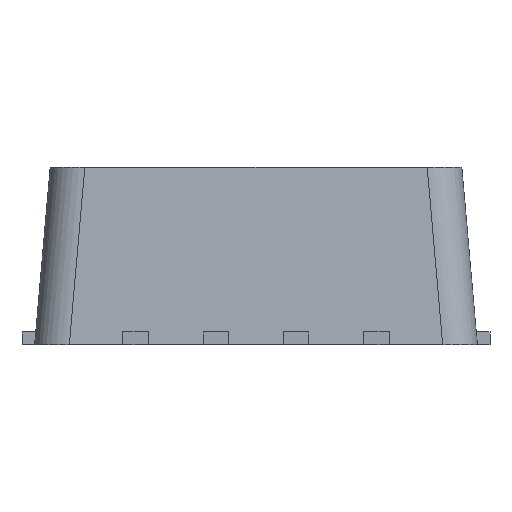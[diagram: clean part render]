
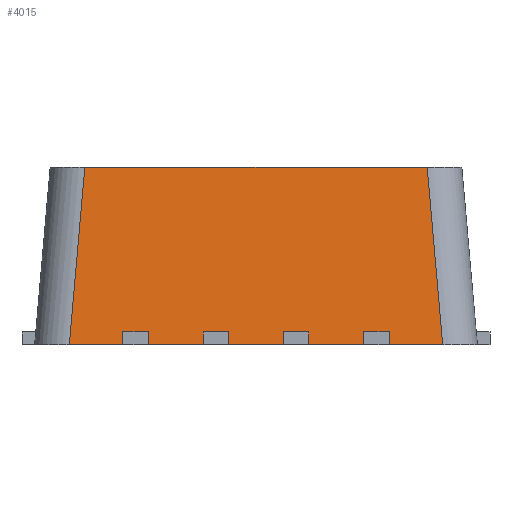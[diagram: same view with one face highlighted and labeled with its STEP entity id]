
A CAD part, left-side view. The second image highlights one B-rep face of the part: STEP entity #4015.
In plain terms, the highlighted planar face has unit normal (-0.996, 0, 0.087).
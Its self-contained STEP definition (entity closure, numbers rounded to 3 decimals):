
#226=LINE('',#6086,#618);
#230=LINE('',#6094,#622);
#234=LINE('',#6102,#626);
#238=LINE('',#6110,#630);
#242=LINE('',#6118,#634);
#271=LINE('',#6176,#663);
#274=LINE('',#6182,#666);
#278=LINE('',#6189,#670);
#279=LINE('',#6192,#671);
#282=LINE('',#6198,#674);
#285=LINE('',#6203,#677);
#311=LINE('',#6257,#703);
#315=LINE('',#6264,#707);
#317=LINE('',#6267,#709);
#319=LINE('',#6272,#711);
#322=LINE('',#6278,#714);
#326=LINE('',#6285,#718);
#339=LINE('',#6320,#731);
#340=LINE('',#6322,#732);
#341=LINE('',#6323,#733);
#618=VECTOR('',#4794,0.847);
#622=VECTOR('',#4798,0.87);
#626=VECTOR('',#4802,0.87);
#630=VECTOR('',#4806,0.87);
#634=VECTOR('',#4810,0.847);
#663=VECTOR('',#4861,0.001);
#666=VECTOR('',#4866,0.4);
#670=VECTOR('',#4874,0.001);
#671=VECTOR('',#4877,0.001);
#674=VECTOR('',#4882,0.4);
#677=VECTOR('',#4887,0.001);
#703=VECTOR('',#4941,0.4);
#707=VECTOR('',#4947,0.001);
#709=VECTOR('',#4951,0.001);
#711=VECTOR('',#4957,0.001);
#714=VECTOR('',#4962,0.4);
#718=VECTOR('',#4970,0.001);
#731=VECTOR('',#5009,2.821);
#732=VECTOR('',#5010,5.414);
#733=VECTOR('',#5011,2.821);
#1015=PLANE('',#4303);
#1249=FACE_OUTER_BOUND('',#1502,.T.);
#1502=EDGE_LOOP('',(#3119,#3120,#3121,#3122,#3123,#3124,#3125,#3126,#3127,
#3128,#3129,#3130,#3131,#3132,#3133,#3134,#3135,#3136,#3137,#3138));
#1922=VERTEX_POINT('',#6083);
#1923=VERTEX_POINT('',#6085);
#1926=VERTEX_POINT('',#6091);
#1927=VERTEX_POINT('',#6093);
#1930=VERTEX_POINT('',#6099);
#1931=VERTEX_POINT('',#6101);
#1934=VERTEX_POINT('',#6107);
#1935=VERTEX_POINT('',#6109);
#1938=VERTEX_POINT('',#6115);
#1939=VERTEX_POINT('',#6117);
#1957=VERTEX_POINT('',#6175);
#1959=VERTEX_POINT('',#6181);
#1961=VERTEX_POINT('',#6191);
#1963=VERTEX_POINT('',#6197);
#1977=VERTEX_POINT('',#6255);
#1978=VERTEX_POINT('',#6256);
#1981=VERTEX_POINT('',#6271);
#1983=VERTEX_POINT('',#6277);
#1993=VERTEX_POINT('',#6319);
#1994=VERTEX_POINT('',#6321);
#2300=EDGE_CURVE('',#1923,#1922,#226,.T.);
#2304=EDGE_CURVE('',#1927,#1926,#230,.T.);
#2308=EDGE_CURVE('',#1931,#1930,#234,.T.);
#2312=EDGE_CURVE('',#1935,#1934,#238,.T.);
#2316=EDGE_CURVE('',#1939,#1938,#242,.T.);
#2346=EDGE_CURVE('',#1938,#1957,#271,.T.);
#2349=EDGE_CURVE('',#1957,#1959,#274,.T.);
#2353=EDGE_CURVE('',#1959,#1935,#278,.T.);
#2354=EDGE_CURVE('',#1934,#1961,#279,.T.);
#2357=EDGE_CURVE('',#1961,#1963,#282,.T.);
#2360=EDGE_CURVE('',#1963,#1931,#285,.T.);
#2386=EDGE_CURVE('',#1977,#1978,#311,.T.);
#2390=EDGE_CURVE('',#1978,#1927,#315,.T.);
#2392=EDGE_CURVE('',#1930,#1977,#317,.T.);
#2394=EDGE_CURVE('',#1926,#1981,#319,.T.);
#2397=EDGE_CURVE('',#1981,#1983,#322,.T.);
#2401=EDGE_CURVE('',#1983,#1923,#326,.T.);
#2418=EDGE_CURVE('',#1993,#1922,#339,.T.);
#2419=EDGE_CURVE('',#1993,#1994,#340,.T.);
#2420=EDGE_CURVE('',#1939,#1994,#341,.T.);
#3119=ORIENTED_EDGE('',*,*,#2346,.T.);
#3120=ORIENTED_EDGE('',*,*,#2349,.T.);
#3121=ORIENTED_EDGE('',*,*,#2353,.T.);
#3122=ORIENTED_EDGE('',*,*,#2312,.T.);
#3123=ORIENTED_EDGE('',*,*,#2354,.T.);
#3124=ORIENTED_EDGE('',*,*,#2357,.T.);
#3125=ORIENTED_EDGE('',*,*,#2360,.T.);
#3126=ORIENTED_EDGE('',*,*,#2308,.T.);
#3127=ORIENTED_EDGE('',*,*,#2392,.T.);
#3128=ORIENTED_EDGE('',*,*,#2386,.T.);
#3129=ORIENTED_EDGE('',*,*,#2390,.T.);
#3130=ORIENTED_EDGE('',*,*,#2304,.T.);
#3131=ORIENTED_EDGE('',*,*,#2394,.T.);
#3132=ORIENTED_EDGE('',*,*,#2397,.T.);
#3133=ORIENTED_EDGE('',*,*,#2401,.T.);
#3134=ORIENTED_EDGE('',*,*,#2300,.T.);
#3135=ORIENTED_EDGE('',*,*,#2418,.F.);
#3136=ORIENTED_EDGE('',*,*,#2419,.T.);
#3137=ORIENTED_EDGE('',*,*,#2420,.F.);
#3138=ORIENTED_EDGE('',*,*,#2316,.T.);
#4015=ADVANCED_FACE('',(#1249),#1015,.T.);
#4303=AXIS2_PLACEMENT_3D('',#6318,#5007,#5008);
#4794=DIRECTION('',(0.,-1.,0.));
#4798=DIRECTION('',(0.,-1.,0.));
#4802=DIRECTION('',(0.,-1.,0.));
#4806=DIRECTION('',(0.,-1.,0.));
#4810=DIRECTION('',(0.,-1.,0.));
#4861=DIRECTION('',(0.087,0.,0.996));
#4866=DIRECTION('',(0.,-1.,0.));
#4874=DIRECTION('',(-0.087,0.,-0.996));
#4877=DIRECTION('',(0.087,0.,0.996));
#4882=DIRECTION('',(0.,-1.,0.));
#4887=DIRECTION('',(-0.087,0.,-0.996));
#4941=DIRECTION('',(0.,-1.,0.));
#4947=DIRECTION('',(-0.087,0.,-0.996));
#4951=DIRECTION('',(0.087,0.,0.996));
#4957=DIRECTION('',(0.087,0.,0.996));
#4962=DIRECTION('',(0.,-1.,0.));
#4970=DIRECTION('',(-0.087,0.,-0.996));
#5007=DIRECTION('center_axis',(-0.996,0.,
0.087));
#5008=DIRECTION('ref_axis',(0.087,0.,0.996));
#5009=DIRECTION('',(-0.087,-0.087,-0.992));
#5010=DIRECTION('',(0.,1.,0.));
#5011=DIRECTION('',(0.087,-0.087,0.992));
#6083=CARTESIAN_POINT('',(-3.5,-2.952,0.));
#6085=CARTESIAN_POINT('',(-3.5,-2.105,0.));
#6086=CARTESIAN_POINT('',(-3.5,3.5,0.));
#6091=CARTESIAN_POINT('',(-3.5,-1.705,0.));
#6093=CARTESIAN_POINT('',(-3.5,-0.835,0.));
#6094=CARTESIAN_POINT('',(-3.5,3.5,0.));
#6099=CARTESIAN_POINT('',(-3.5,-0.435,0.));
#6101=CARTESIAN_POINT('',(-3.5,0.435,0.));
#6102=CARTESIAN_POINT('',(-3.5,3.5,0.));
#6107=CARTESIAN_POINT('',(-3.5,0.835,0.));
#6109=CARTESIAN_POINT('',(-3.5,1.705,0.));
#6110=CARTESIAN_POINT('',(-3.5,3.5,0.));
#6115=CARTESIAN_POINT('',(-3.5,2.105,0.));
#6117=CARTESIAN_POINT('',(-3.5,2.952,0.));
#6118=CARTESIAN_POINT('',(-3.5,3.5,0.));
#6175=CARTESIAN_POINT('',(-3.5,2.105,0.001));
#6176=CARTESIAN_POINT('',(-3.438,2.105,0.709));
#6181=CARTESIAN_POINT('',(-3.5,1.705,0.001));
#6182=CARTESIAN_POINT('',(-3.5,1.828,0.001));
#6189=CARTESIAN_POINT('',(-3.439,1.705,0.7));
#6191=CARTESIAN_POINT('',(-3.5,0.835,0.001));
#6192=CARTESIAN_POINT('',(-3.438,0.835,0.709));
#6197=CARTESIAN_POINT('',(-3.5,0.435,0.001));
#6198=CARTESIAN_POINT('',(-3.5,1.193,0.001));
#6203=CARTESIAN_POINT('',(-3.439,0.435,0.7));
#6255=CARTESIAN_POINT('',(-3.5,-0.435,0.001));
#6256=CARTESIAN_POINT('',(-3.5,-0.835,0.001));
#6257=CARTESIAN_POINT('',(-3.5,0.558,0.001));
#6264=CARTESIAN_POINT('',(-3.439,-0.835,0.7));
#6267=CARTESIAN_POINT('',(-3.438,-0.435,0.709));
#6271=CARTESIAN_POINT('',(-3.5,-1.705,0.001));
#6272=CARTESIAN_POINT('',(-3.438,-1.705,0.709));
#6277=CARTESIAN_POINT('',(-3.5,-2.105,0.001));
#6278=CARTESIAN_POINT('',(-3.5,-0.078,0.001));
#6285=CARTESIAN_POINT('',(-3.439,-2.105,0.7));
#6318=CARTESIAN_POINT('Origin',(-3.378,1.75,1.4));
#6319=CARTESIAN_POINT('',(-3.255,-2.707,2.8));
#6320=CARTESIAN_POINT('',(-3.356,-2.808,1.644));
#6321=CARTESIAN_POINT('',(-3.255,2.707,2.8));
#6322=CARTESIAN_POINT('',(-3.255,1.75,2.8));
#6323=CARTESIAN_POINT('',(-3.356,2.808,1.644));
